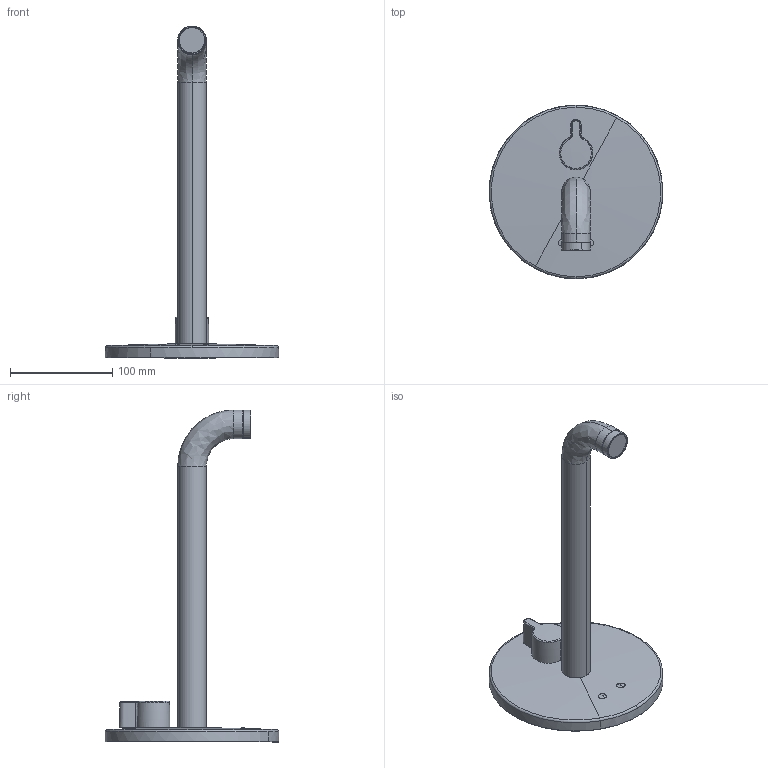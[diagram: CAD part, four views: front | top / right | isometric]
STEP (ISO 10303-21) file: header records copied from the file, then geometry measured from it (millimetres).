
FILE_DESCRIPTION (( 'STEP AP203' ), '1' );
FILE_NAME ('6615C(2016)+81812121+6615CZ(2021)+81812129(2021).STEP', '2021-06-03T07:53:05', ( '' ), ( '' ), 'SwSTEP 2.0', 'SolidWorks 2016', '' );
FILE_SCHEMA (( 'CONFIG_CONTROL_DESIGN' ));
Length unit declared in the file: millimetre
Products named in the file (1): 6615C(2016)+81812121+6615CZ(2021)+81812129(2021)
Bounding box: 169.89 x 169.74 x 324.57 mm (x, y, z)
Volume: 527078.3 mm3; surface area: 84844.9 mm2
Topology: 1 solids, 1 shells, 55 faces, 125 edges, 75 vertices
Faces by surface type: bspline 26, cylinder 10, torus 6, plane 6, cone 5, sphere 2
Entity records: 3988 total; most frequent: CARTESIAN_POINT 2836, ORIENTED_EDGE 242, DIRECTION 199, EDGE_CURVE 121, AXIS2_PLACEMENT_3D 93, VERTEX_POINT 75, CIRCLE 63, EDGE_LOOP 62
